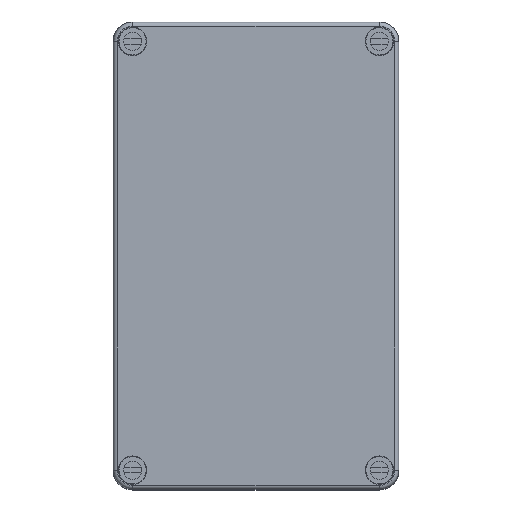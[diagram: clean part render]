
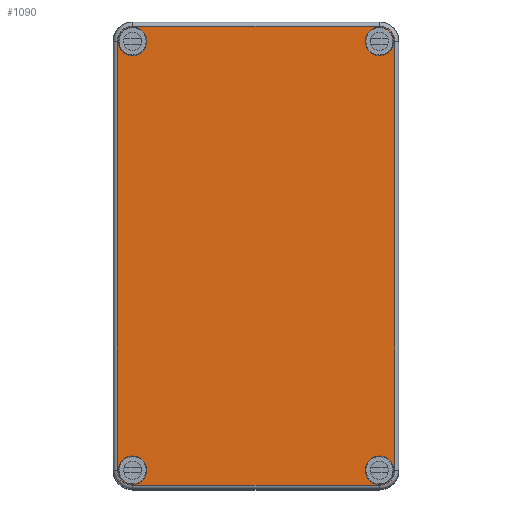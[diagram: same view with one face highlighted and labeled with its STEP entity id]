
A CAD part, top view. The second image highlights one B-rep face of the part: STEP entity #1090.
In plain terms, the highlighted planar face has unit normal (0, 0, 1).
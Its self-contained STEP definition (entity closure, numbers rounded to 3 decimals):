
#1090 = ADVANCED_FACE( '', ( #2528, #2529, #2530, #2531, #2532 ), #2533, .F. );
#2528 = FACE_BOUND( '', #4407, .T. );
#2529 = FACE_BOUND( '', #4408, .T. );
#2530 = FACE_BOUND( '', #4409, .T. );
#2531 = FACE_BOUND( '', #4410, .T. );
#2532 = FACE_OUTER_BOUND( '', #4411, .T. );
#2533 = PLANE( '', #4412 );
#4407 = EDGE_LOOP( '', ( #7254 ) );
#4408 = EDGE_LOOP( '', ( #7255 ) );
#4409 = EDGE_LOOP( '', ( #7256 ) );
#4410 = EDGE_LOOP( '', ( #7257 ) );
#4411 = EDGE_LOOP( '', ( #7258, #7259, #7260, #7261, #7262, #7263, #7264, #7265 ) );
#4412 = AXIS2_PLACEMENT_3D( '', #7266, #7267, #7268 );
#7254 = ORIENTED_EDGE( '', *, *, #11253, .F. );
#7255 = ORIENTED_EDGE( '', *, *, #11254, .F. );
#7256 = ORIENTED_EDGE( '', *, *, #10565, .F. );
#7257 = ORIENTED_EDGE( '', *, *, #11255, .F. );
#7258 = ORIENTED_EDGE( '', *, *, #11256, .T. );
#7259 = ORIENTED_EDGE( '', *, *, #11257, .F. );
#7260 = ORIENTED_EDGE( '', *, *, #11044, .T. );
#7261 = ORIENTED_EDGE( '', *, *, #11258, .T. );
#7262 = ORIENTED_EDGE( '', *, *, #11259, .F. );
#7263 = ORIENTED_EDGE( '', *, *, #11260, .T. );
#7264 = ORIENTED_EDGE( '', *, *, #11261, .F. );
#7265 = ORIENTED_EDGE( '', *, *, #10993, .F. );
#7266 = CARTESIAN_POINT( '', ( -53.356, 82.5, 18. ) );
#7267 = DIRECTION( '', ( 0., 0., -1. ) );
#7268 = DIRECTION( '', ( -1., 0., 0. ) );
#10565 = EDGE_CURVE( '', #12556, #12556, #12557, .T. );
#10993 = EDGE_CURVE( '', #13264, #13259, #13266, .T. );
#11044 = EDGE_CURVE( '', #13348, #13349, #13350, .T. );
#11253 = EDGE_CURVE( '', #13674, #13674, #13675, .T. );
#11254 = EDGE_CURVE( '', #13676, #13676, #13677, .T. );
#11255 = EDGE_CURVE( '', #13678, #13678, #13679, .T. );
#11256 = EDGE_CURVE( '', #13264, #13680, #13681, .T. );
#11257 = EDGE_CURVE( '', #13348, #13680, #13682, .T. );
#11258 = EDGE_CURVE( '', #13349, #13683, #13684, .T. );
#11259 = EDGE_CURVE( '', #13685, #13683, #13686, .T. );
#11260 = EDGE_CURVE( '', #13685, #13687, #13688, .T. );
#11261 = EDGE_CURVE( '', #13259, #13687, #13689, .T. );
#12556 = VERTEX_POINT( '', #15389 );
#12557 = CIRCLE( '', #15390, 5.5 );
#13259 = VERTEX_POINT( '', #16306 );
#13264 = VERTEX_POINT( '', #16312 );
#13266 = LINE( '', #16314, #16315 );
#13348 = VERTEX_POINT( '', #16467 );
#13349 = VERTEX_POINT( '', #16468 );
#13350 = CIRCLE( '', #16469, 5.856 );
#13674 = VERTEX_POINT( '', #16933 );
#13675 = CIRCLE( '', #16934, 5.5 );
#13676 = VERTEX_POINT( '', #16935 );
#13677 = CIRCLE( '', #16936, 5.5 );
#13678 = VERTEX_POINT( '', #16937 );
#13679 = CIRCLE( '', #16938, 5.5 );
#13680 = VERTEX_POINT( '', #16939 );
#13681 = CIRCLE( '', #16940, 5.856 );
#13682 = LINE( '', #16941, #16942 );
#13683 = VERTEX_POINT( '', #16943 );
#13684 = LINE( '', #16944, #16945 );
#13685 = VERTEX_POINT( '', #16946 );
#13686 = CIRCLE( '', #16947, 5.856 );
#13687 = VERTEX_POINT( '', #16948 );
#13688 = LINE( '', #16949, #16950 );
#13689 = CIRCLE( '', #16951, 5.856 );
#15389 = CARTESIAN_POINT( '', ( -42., 82.5, 18. ) );
#15390 = AXIS2_PLACEMENT_3D( '', #18848, #18849, #18850 );
#16306 = CARTESIAN_POINT( '', ( -47.5, -88.356, 18. ) );
#16312 = CARTESIAN_POINT( '', ( 47.5, -88.356, 18. ) );
#16314 = CARTESIAN_POINT( '', ( 47.5, -88.356, 18. ) );
#16315 = VECTOR( '', #19426, 1000. );
#16467 = CARTESIAN_POINT( '', ( 53.356, 82.5, 18. ) );
#16468 = CARTESIAN_POINT( '', ( 47.5, 88.356, 18. ) );
#16469 = AXIS2_PLACEMENT_3D( '', #19489, #19490, #19491 );
#16933 = CARTESIAN_POINT( '', ( -42., -82.5, 18. ) );
#16934 = AXIS2_PLACEMENT_3D( '', #19743, #19744, #19745 );
#16935 = CARTESIAN_POINT( '', ( 53., -82.5, 18. ) );
#16936 = AXIS2_PLACEMENT_3D( '', #19746, #19747, #19748 );
#16937 = CARTESIAN_POINT( '', ( 53., 82.5, 18. ) );
#16938 = AXIS2_PLACEMENT_3D( '', #19749, #19750, #19751 );
#16939 = CARTESIAN_POINT( '', ( 53.356, -82.5, 18. ) );
#16940 = AXIS2_PLACEMENT_3D( '', #19752, #19753, #19754 );
#16941 = CARTESIAN_POINT( '', ( 53.356, 82.5, 18. ) );
#16942 = VECTOR( '', #19755, 1000. );
#16943 = CARTESIAN_POINT( '', ( -47.5, 88.356, 18. ) );
#16944 = CARTESIAN_POINT( '', ( 47.5, 88.356, 18. ) );
#16945 = VECTOR( '', #19756, 1000. );
#16946 = CARTESIAN_POINT( '', ( -53.356, 82.5, 18. ) );
#16947 = AXIS2_PLACEMENT_3D( '', #19757, #19758, #19759 );
#16948 = CARTESIAN_POINT( '', ( -53.356, -82.5, 18. ) );
#16949 = CARTESIAN_POINT( '', ( -53.356, 82.5, 18. ) );
#16950 = VECTOR( '', #19760, 1000. );
#16951 = AXIS2_PLACEMENT_3D( '', #19761, #19762, #19763 );
#18848 = CARTESIAN_POINT( '', ( -47.5, 82.5, 18. ) );
#18849 = DIRECTION( '', ( 0., 0., 1. ) );
#18850 = DIRECTION( '', ( 1., 0., 0. ) );
#19426 = DIRECTION( '', ( -1., 0., 0. ) );
#19489 = CARTESIAN_POINT( '', ( 47.5, 82.5, 18. ) );
#19490 = DIRECTION( '', ( 0., 0., 1. ) );
#19491 = DIRECTION( '', ( 1., 0., 0. ) );
#19743 = CARTESIAN_POINT( '', ( -47.5, -82.5, 18. ) );
#19744 = DIRECTION( '', ( 0., 0., 1. ) );
#19745 = DIRECTION( '', ( 1., 0., 0. ) );
#19746 = CARTESIAN_POINT( '', ( 47.5, -82.5, 18. ) );
#19747 = DIRECTION( '', ( 0., 0., 1. ) );
#19748 = DIRECTION( '', ( 1., 0., 0. ) );
#19749 = CARTESIAN_POINT( '', ( 47.5, 82.5, 18. ) );
#19750 = DIRECTION( '', ( 0., 0., 1. ) );
#19751 = DIRECTION( '', ( 1., 0., 0. ) );
#19752 = CARTESIAN_POINT( '', ( 47.5, -82.5, 18. ) );
#19753 = DIRECTION( '', ( 0., 0., 1. ) );
#19754 = DIRECTION( '', ( 1., 0., 0. ) );
#19755 = DIRECTION( '', ( 0., -1., 0. ) );
#19756 = DIRECTION( '', ( -1., 0., 0. ) );
#19757 = CARTESIAN_POINT( '', ( -47.5, 82.5, 18. ) );
#19758 = DIRECTION( '', ( 0., 0., -1. ) );
#19759 = DIRECTION( '', ( -1., 0., 0. ) );
#19760 = DIRECTION( '', ( 0., -1., 0. ) );
#19761 = CARTESIAN_POINT( '', ( -47.5, -82.5, 18. ) );
#19762 = DIRECTION( '', ( 0., 0., -1. ) );
#19763 = DIRECTION( '', ( -1., 0., 0. ) );
